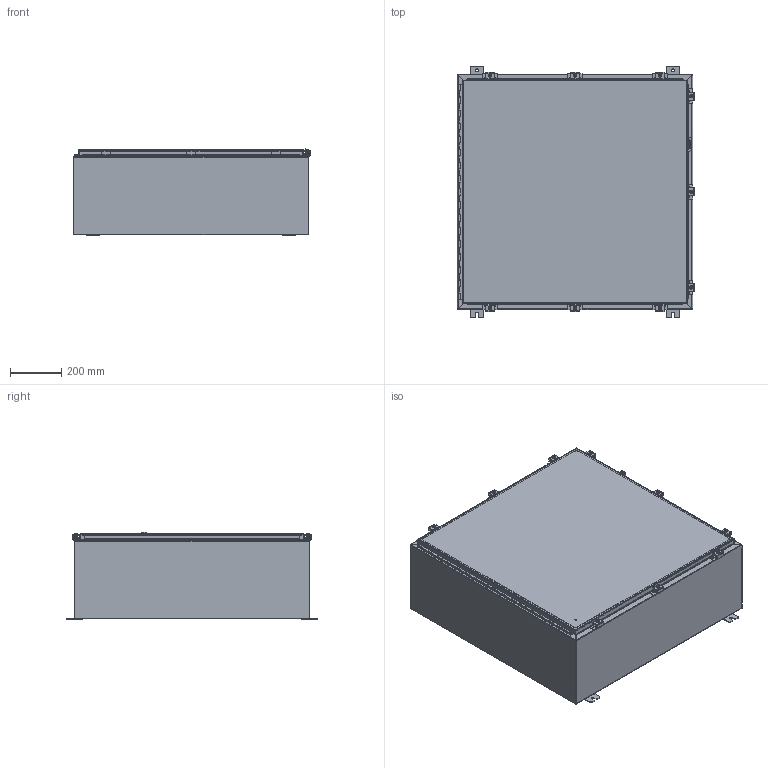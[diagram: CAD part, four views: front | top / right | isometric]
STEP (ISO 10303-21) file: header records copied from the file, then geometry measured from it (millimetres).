
FILE_DESCRIPTION (( 'STEP AP214' ), '1' );
FILE_NAME ('SSN4363612.STEP', '2016-02-09T21:01:47', ( '' ), ( '' ), 'SwSTEP 2.0', 'SolidWorks 2014', '' );
FILE_SCHEMA (( 'AUTOMOTIVE_DESIGN' ));
Length unit declared in the file: inch
Products named in the file (20): 34x34; SSN4363612LRS; HFW30825-4; SSN43636LID; SSN4363612; 32874-36L; 32874-36P; 30824; 32874-36T; 30818; 38846; 32912; HFW30825-2; 38412; 38859; SSN4363612BTB; 30824-1; HFW30825-3; 34871; 32874-36
Assembly tree (46 placements, depth 3):
  SSN4363612
    SSN4363612LRS  x2
    34871  x4
    38412
    SSN4363612BTB
    38846
    32912
    34x34
    SSN43636LID
    32874-36
      32874-36T
      32874-36L
      32874-36P
    38859  x8
    30824  x9
      30824-1
      HFW30825-2
      HFW30825-3
      HFW30825-4
    30818  x9
Bounding box: 922.29 x 977.9 x 339.22 mm (x, y, z)
Volume: 6046881.4 mm3; surface area: 6305207.7 mm2
Topology: 68 solids, 68 shells, 2586 faces, 6738 edges, 4354 vertices
Faces by surface type: cylinder 1117, plane 1006, bspline 237, torus 116, cone 56, sphere 54
Entity records: 42398 total; most frequent: CARTESIAN_POINT 10134, DIRECTION 5062, ORIENTED_EDGE 4984, EDGE_CURVE 2492, AXIS2_PLACEMENT_3D 1782, VERTEX_POINT 1616, VECTOR 1498, LINE 1498
